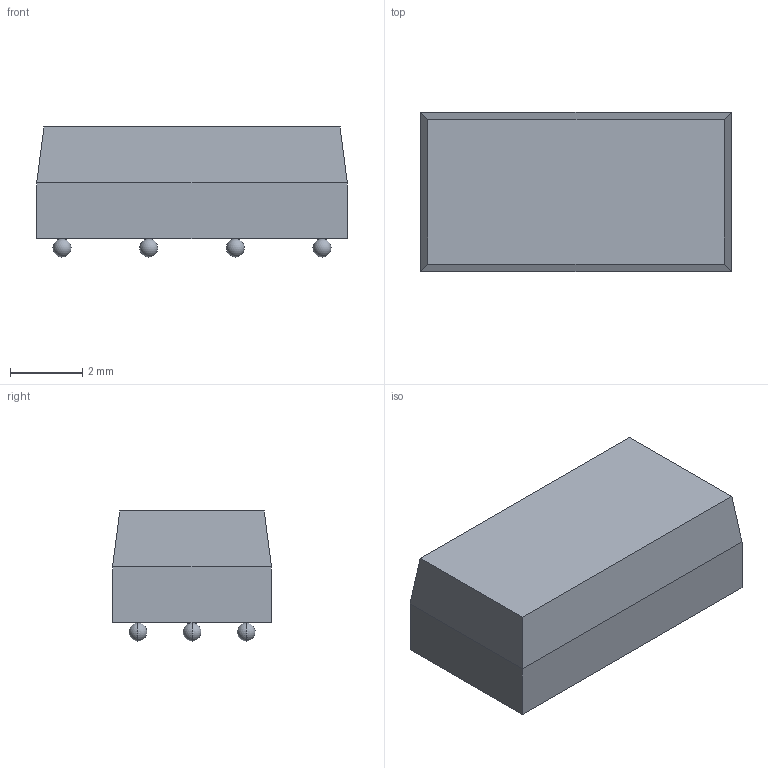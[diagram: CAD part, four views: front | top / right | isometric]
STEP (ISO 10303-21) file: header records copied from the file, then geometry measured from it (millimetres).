
FILE_DESCRIPTION((''),'2;1');
FILE_NAME('REL_MEDER_CRR3-1AS.stp','2010-07-12T11:39:24',(''),(''),'Mechanical Desktop 2010','Mechanical Desktop 2010',', , ');
FILE_SCHEMA(('AUTOMOTIVE_DESIGN { 1 2 10303 214 1 1 1 1 }'));
Length unit declared in the file: millimetre
Products named in the file (1): Product
Bounding box: 8.6 x 4.4 x 3.6 mm (x, y, z)
Volume: 114 mm3; surface area: 233.9 mm2
Topology: 12 solids, 12 shells, 32 faces, 84 edges, 36 vertices
Faces by surface type: sphere 20, plane 12
Entity records: 756 total; most frequent: DIRECTION 130, CARTESIAN_POINT 113, ORIENTED_EDGE 88, AXIS2_PLACEMENT_3D 53, EDGE_CURVE 44, VERTEX_POINT 36, EDGE_LOOP 32, FACE_OUTER_BOUND 32
